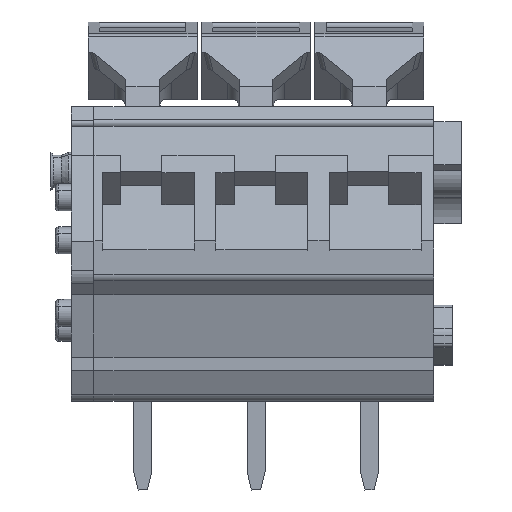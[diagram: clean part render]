
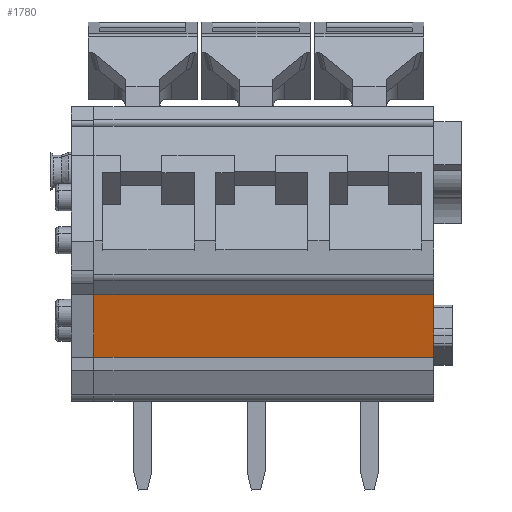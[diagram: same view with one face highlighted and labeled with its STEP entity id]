
A CAD part, front view. The second image highlights one B-rep face of the part: STEP entity #1780.
In plain terms, the highlighted planar face has unit normal (0, -0.966, -0.259).
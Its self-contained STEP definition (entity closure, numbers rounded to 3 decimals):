
#1767=AXIS2_PLACEMENT_3D('Plane Axis2P3D',#1764,#1765,#1766) ;
#479=CARTESIAN_POINT('Vertex',(1.9,1.37,5.863)) ;
#482=CARTESIAN_POINT('Line Origine',(1.9,1.002,7.238)) ;
#486=CARTESIAN_POINT('Vertex',(1.9,0.634,8.613)) ;
#930=CARTESIAN_POINT('Vertex',(16.9,0.634,8.613)) ;
#933=CARTESIAN_POINT('Line Origine',(16.9,1.002,7.238)) ;
#937=CARTESIAN_POINT('Vertex',(16.9,1.37,5.863)) ;
#1751=CARTESIAN_POINT('Line Origine',(9.4,1.37,5.863)) ;
#1764=CARTESIAN_POINT('Axis2P3D Location',(4.05,1.37,5.863)) ;
#1769=CARTESIAN_POINT('Line Origine',(9.4,0.634,8.613)) ;
#483=DIRECTION('Vector Direction',(0.,-0.259,0.966)) ;
#934=DIRECTION('Vector Direction',(0.,-0.259,0.966)) ;
#1752=DIRECTION('Vector Direction',(-1.,0.,0.)) ;
#1765=DIRECTION('Axis2P3D Direction',(0.,-0.966,-0.259)) ;
#1766=DIRECTION('Axis2P3D XDirection',(0.,-0.259,0.966)) ;
#1770=DIRECTION('Vector Direction',(-1.,0.,0.)) ;
#484=VECTOR('Line Direction',#483,1.) ;
#935=VECTOR('Line Direction',#934,1.) ;
#1753=VECTOR('Line Direction',#1752,1.) ;
#1771=VECTOR('Line Direction',#1770,1.) ;
#1775=ORIENTED_EDGE('',*,*,#1755,.F.) ;
#1776=ORIENTED_EDGE('',*,*,#939,.T.) ;
#1777=ORIENTED_EDGE('',*,*,#1773,.T.) ;
#1778=ORIENTED_EDGE('',*,*,#488,.F.) ;
#1780=ADVANCED_FACE('Housing\\LMZF500-housing',(#1779),#1768,.T.) ;
#488=EDGE_CURVE('',#480,#487,#485,.T.) ;
#939=EDGE_CURVE('',#938,#931,#936,.T.) ;
#1755=EDGE_CURVE('',#938,#480,#1754,.T.) ;
#1773=EDGE_CURVE('',#931,#487,#1772,.T.) ;
#1774=EDGE_LOOP('',(#1775,#1776,#1777,#1778)) ;
#1779=FACE_OUTER_BOUND('',#1774,.T.) ;
#485=LINE('Line',#482,#484) ;
#936=LINE('Line',#933,#935) ;
#1754=LINE('Line',#1751,#1753) ;
#1772=LINE('Line',#1769,#1771) ;
#1768=PLANE('',#1767) ;
#480=VERTEX_POINT('',#479) ;
#487=VERTEX_POINT('',#486) ;
#931=VERTEX_POINT('',#930) ;
#938=VERTEX_POINT('',#937) ;
